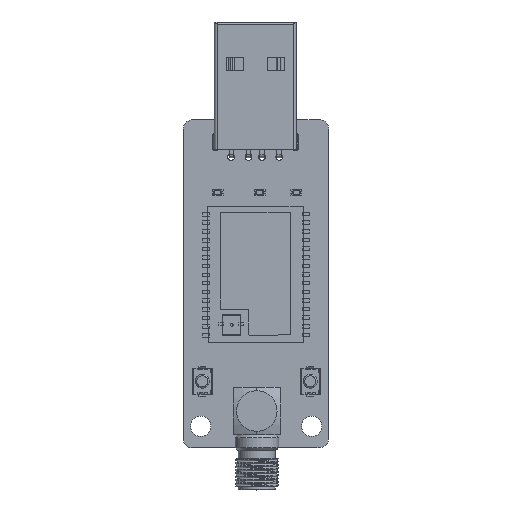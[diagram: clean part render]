
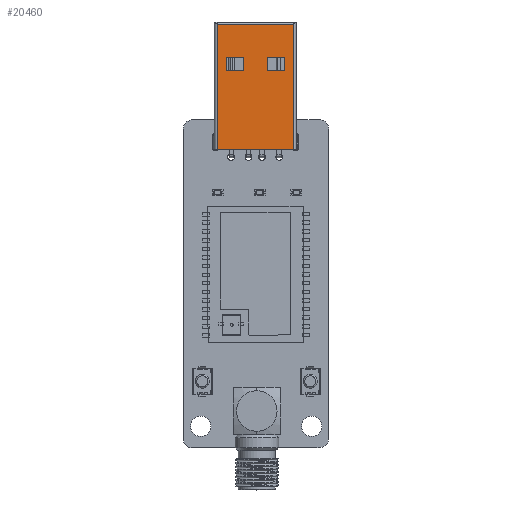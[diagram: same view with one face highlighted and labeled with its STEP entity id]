
A CAD part, top view. The second image highlights one B-rep face of the part: STEP entity #20460.
In plain terms, the highlighted face is planar.
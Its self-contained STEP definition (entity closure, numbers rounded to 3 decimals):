
#17720 = VERTEX_POINT('',#17721);
#17721 = CARTESIAN_POINT('',(1.75,4.5,-5.2));
#17727 = EDGE_CURVE('',#17728,#17720,#17730,.T.);
#17728 = VERTEX_POINT('',#17729);
#17729 = CARTESIAN_POINT('',(4.25,4.5,-5.2));
#17730 = LINE('',#17731,#17732);
#17731 = CARTESIAN_POINT('',(5.,4.5,-5.2));
#17732 = VECTOR('',#17733,1.);
#17733 = DIRECTION('',(-1.,0.,0.));
#17775 = EDGE_CURVE('',#17776,#17728,#17778,.T.);
#17776 = VERTEX_POINT('',#17777);
#17777 = CARTESIAN_POINT('',(4.25,4.5,-7.2));
#17778 = LINE('',#17779,#17780);
#17779 = CARTESIAN_POINT('',(4.25,4.5,-12.45));
#17780 = VECTOR('',#17781,1.);
#17781 = DIRECTION('',(0.,0.,1.));
#17806 = EDGE_CURVE('',#17807,#17776,#17809,.T.);
#17807 = VERTEX_POINT('',#17808);
#17808 = CARTESIAN_POINT('',(1.75,4.5,-7.2));
#17809 = LINE('',#17810,#17811);
#17810 = CARTESIAN_POINT('',(5.,4.5,-7.2));
#17811 = VECTOR('',#17812,1.);
#17812 = DIRECTION('',(1.,0.,0.));
#17835 = EDGE_CURVE('',#17720,#17807,#17836,.T.);
#17836 = LINE('',#17837,#17838);
#17837 = CARTESIAN_POINT('',(1.75,4.5,-12.45));
#17838 = VECTOR('',#17839,1.);
#17839 = DIRECTION('',(0.,0.,-1.));
#17885 = VERTEX_POINT('',#17886);
#17886 = CARTESIAN_POINT('',(-4.25,4.5,-5.2));
#17892 = EDGE_CURVE('',#17893,#17885,#17895,.T.);
#17893 = VERTEX_POINT('',#17894);
#17894 = CARTESIAN_POINT('',(-1.75,4.5,-5.2));
#17895 = LINE('',#17896,#17897);
#17896 = CARTESIAN_POINT('',(2.,4.5,-5.2));
#17897 = VECTOR('',#17898,1.);
#17898 = DIRECTION('',(-1.,0.,0.));
#17940 = EDGE_CURVE('',#17941,#17893,#17943,.T.);
#17941 = VERTEX_POINT('',#17942);
#17942 = CARTESIAN_POINT('',(-1.75,4.5,-7.2));
#17943 = LINE('',#17944,#17945);
#17944 = CARTESIAN_POINT('',(-1.75,4.5,-12.45));
#17945 = VECTOR('',#17946,1.);
#17946 = DIRECTION('',(0.,0.,1.));
#17971 = EDGE_CURVE('',#17972,#17941,#17974,.T.);
#17972 = VERTEX_POINT('',#17973);
#17973 = CARTESIAN_POINT('',(-4.25,4.5,-7.2));
#17974 = LINE('',#17975,#17976);
#17975 = CARTESIAN_POINT('',(2.,4.5,-7.2));
#17976 = VECTOR('',#17977,1.);
#17977 = DIRECTION('',(1.,0.,0.));
#18000 = EDGE_CURVE('',#17885,#17972,#18001,.T.);
#18001 = LINE('',#18002,#18003);
#18002 = CARTESIAN_POINT('',(-4.25,4.5,-12.45));
#18003 = VECTOR('',#18004,1.);
#18004 = DIRECTION('',(0.,0.,-1.));
#19005 = VERTEX_POINT('',#19006);
#19006 = CARTESIAN_POINT('',(-5.597,4.5,-18.7));
#19012 = EDGE_CURVE('',#19013,#19005,#19015,.T.);
#19013 = VERTEX_POINT('',#19014);
#19014 = CARTESIAN_POINT('',(5.597,4.5,-18.7));
#19015 = LINE('',#19016,#19017);
#19016 = CARTESIAN_POINT('',(7.,4.5,-18.7));
#19017 = VECTOR('',#19018,1.);
#19018 = DIRECTION('',(-1.,0.,0.));
#19679 = VERTEX_POINT('',#19680);
#19680 = CARTESIAN_POINT('',(-5.597,4.5,-0.298));
#19686 = EDGE_CURVE('',#19679,#19005,#19687,.T.);
#19687 = LINE('',#19688,#19689);
#19688 = CARTESIAN_POINT('',(-5.597,4.5,-19.2));
#19689 = VECTOR('',#19690,1.);
#19690 = DIRECTION('',(0.,0.,-1.));
#20144 = VERTEX_POINT('',#20145);
#20145 = CARTESIAN_POINT('',(5.597,4.5,-0.298));
#20153 = EDGE_CURVE('',#19013,#20144,#20154,.T.);
#20154 = LINE('',#20155,#20156);
#20155 = CARTESIAN_POINT('',(5.597,4.5,-19.2));
#20156 = VECTOR('',#20157,1.);
#20157 = DIRECTION('',(0.,0.,1.));
#20460 = ADVANCED_FACE('',(#20461,#20467,#20473),#20484,.T.);
#20461 = FACE_BOUND('',#20462,.T.);
#20462 = EDGE_LOOP('',(#20463,#20464,#20465,#20466));
#20463 = ORIENTED_EDGE('',*,*,#17806,.T.);
#20464 = ORIENTED_EDGE('',*,*,#17775,.T.);
#20465 = ORIENTED_EDGE('',*,*,#17727,.T.);
#20466 = ORIENTED_EDGE('',*,*,#17835,.T.);
#20467 = FACE_BOUND('',#20468,.T.);
#20468 = EDGE_LOOP('',(#20469,#20470,#20471,#20472));
#20469 = ORIENTED_EDGE('',*,*,#17971,.T.);
#20470 = ORIENTED_EDGE('',*,*,#17940,.T.);
#20471 = ORIENTED_EDGE('',*,*,#17892,.T.);
#20472 = ORIENTED_EDGE('',*,*,#18000,.T.);
#20473 = FACE_BOUND('',#20474,.T.);
#20474 = EDGE_LOOP('',(#20475,#20476,#20482,#20483));
#20475 = ORIENTED_EDGE('',*,*,#19686,.F.);
#20476 = ORIENTED_EDGE('',*,*,#20477,.F.);
#20477 = EDGE_CURVE('',#20144,#19679,#20478,.T.);
#20478 = LINE('',#20479,#20480);
#20479 = CARTESIAN_POINT('',(7.,4.5,-0.298));
#20480 = VECTOR('',#20481,1.);
#20481 = DIRECTION('',(-1.,0.,0.));
#20482 = ORIENTED_EDGE('',*,*,#20153,.F.);
#20483 = ORIENTED_EDGE('',*,*,#19012,.T.);
#20484 = PLANE('',#20485);
#20485 = AXIS2_PLACEMENT_3D('',#20486,#20487,#20488);
#20486 = CARTESIAN_POINT('',(7.,4.5,-18.7));
#20487 = DIRECTION('',(0.,1.,0.));
#20488 = DIRECTION('',(0.,0.,-1.));
